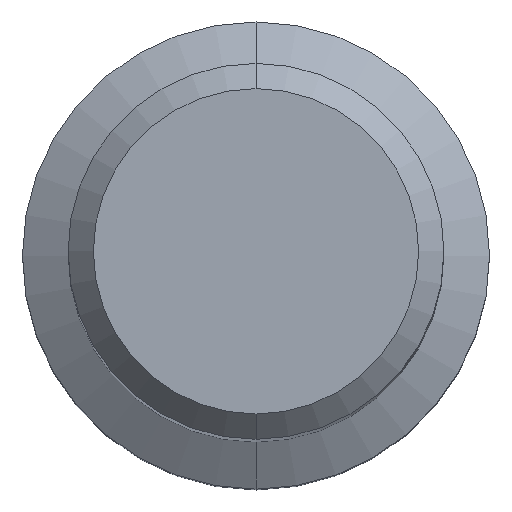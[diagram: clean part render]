
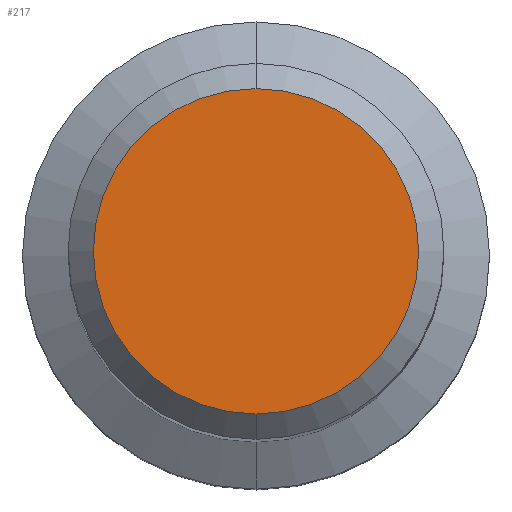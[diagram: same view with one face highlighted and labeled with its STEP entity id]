
A CAD part, top view. The second image highlights one B-rep face of the part: STEP entity #217.
In plain terms, the highlighted planar face has unit normal (0, 0, 1).
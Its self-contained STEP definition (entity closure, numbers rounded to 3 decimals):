
#217=ADVANCED_FACE('',(#604),#605,.T.);
#387=VERTEX_POINT('',#790);
#433=EDGE_CURVE('',#477,#387,#841,.T.);
#477=VERTEX_POINT('',#889);
#489=EDGE_CURVE('',#387,#477,#902,.T.);
#604=FACE_OUTER_BOUND('',#1024,.T.);
#605=PLANE('',#1025);
#790=CARTESIAN_POINT('',(0.,-7.661,0.0));
#841=CIRCLE('',#1574,7.661);
#889=CARTESIAN_POINT('',(0.0,7.661,0.0));
#902=CIRCLE('',#1697,7.661);
#1024=EDGE_LOOP('',(#1840,#1841));
#1025=AXIS2_PLACEMENT_3D('',#1842,#1843,#1844);
#1574=AXIS2_PLACEMENT_3D('',#2107,#2108,#2109);
#1697=AXIS2_PLACEMENT_3D('',#2179,#2180,#2181);
#1840=ORIENTED_EDGE('',*,*,#433,.F.);
#1841=ORIENTED_EDGE('',*,*,#489,.F.);
#1842=CARTESIAN_POINT('',(0.0,3.831,0.0));
#1843=DIRECTION('',(-0.0,0.0,1.0));
#1844=DIRECTION('',(0.0,-1.0,0.0));
#2107=CARTESIAN_POINT('',(0.0,0.0,0.0));
#2108=DIRECTION('',(0.0,0.0,-1.0));
#2109=DIRECTION('',(0.0,1.0,0.0));
#2179=CARTESIAN_POINT('',(0.0,0.0,0.0));
#2180=DIRECTION('',(0.0,0.0,-1.0));
#2181=DIRECTION('',(0.0,1.0,0.0));
